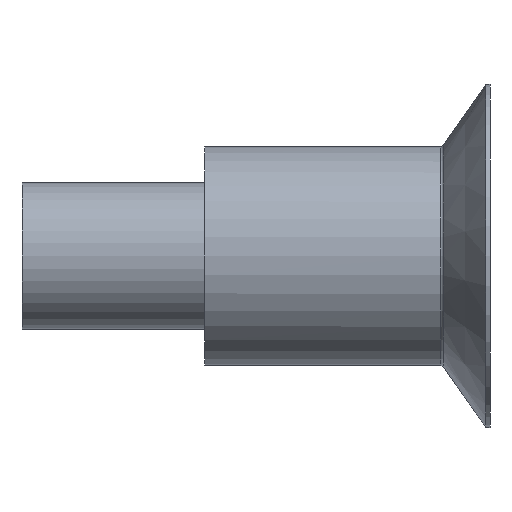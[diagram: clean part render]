
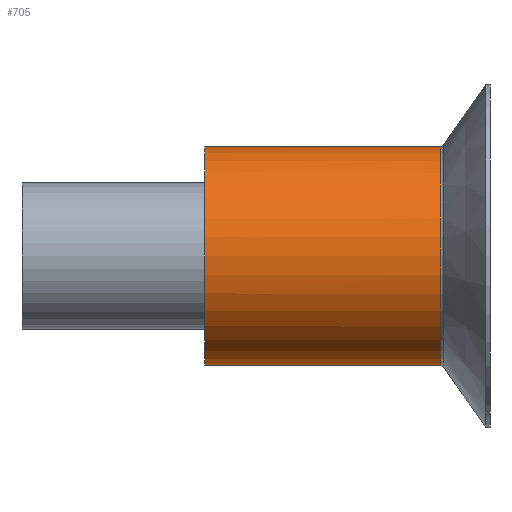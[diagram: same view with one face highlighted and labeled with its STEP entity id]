
A CAD part, front view. The second image highlights one B-rep face of the part: STEP entity #705.
In plain terms, the highlighted cylindrical face has radius 1.5 mm (diameter 3 mm), a partial arc.
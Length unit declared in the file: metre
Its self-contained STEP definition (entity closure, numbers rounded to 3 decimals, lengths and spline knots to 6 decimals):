
#77 = VERTEX_POINT ( 'NONE', #496 ) ;
#88 = VECTOR ( 'NONE', #1658, 1. ) ;
#225 = CARTESIAN_POINT ( 'NONE',  ( 0.005734, -0.000012, 0.0015 ) ) ;
#241 = CARTESIAN_POINT ( 'NONE',  ( 0.006731, 0., 0. ) ) ;
#267 = CARTESIAN_POINT ( 'NONE',  ( 0.005734, 0., 0. ) ) ;
#395 = DIRECTION ( 'NONE',  ( -1., 0., 0. ) ) ;
#408 = DIRECTION ( 'NONE',  ( -1., 0., 0. ) ) ;
#463 = ORIENTED_EDGE ( 'NONE', *, *, #1193, .T. ) ;
#472 = AXIS2_PLACEMENT_3D ( 'NONE', #267, #1122, #684 ) ;
#496 = CARTESIAN_POINT ( 'NONE',  ( 0.005734, 0., -0.0015 ) ) ;
#501 = ORIENTED_EDGE ( 'NONE', *, *, #1344, .T. ) ;
#512 = ORIENTED_EDGE ( 'NONE', *, *, #1098, .F. ) ;
#535 = CARTESIAN_POINT ( 'NONE',  ( 0.006731, 0., 0.0015 ) ) ;
#560 = AXIS2_PLACEMENT_3D ( 'NONE', #1827, #811, #1080 ) ;
#592 = CIRCLE ( 'NONE', #1420, 0.0015 ) ;
#647 = CIRCLE ( 'NONE', #560, 0.0015 ) ;
#673 = EDGE_CURVE ( 'NONE', #1207, #690, #592, .T. ) ;
#674 = CARTESIAN_POINT ( 'NONE',  ( 0.0025, 0., 0.0015 ) ) ;
#684 = DIRECTION ( 'NONE',  ( 0., 0., 1. ) ) ;
#690 = VERTEX_POINT ( 'NONE', #674 ) ;
#692 = DIRECTION ( 'NONE',  ( 0., 0., -1. ) ) ;
#705 = ADVANCED_FACE ( 'NONE', ( #1521 ), #833, .T. ) ;
#768 = EDGE_CURVE ( 'NONE', #77, #1295, #1362, .T. ) ;
#799 = CARTESIAN_POINT ( 'NONE',  ( 0.005734, 0., 0.0015 ) ) ;
#811 = DIRECTION ( 'NONE',  ( -1., 0., 0. ) ) ;
#833 = CYLINDRICAL_SURFACE ( 'NONE', #1455, 0.0015 ) ;
#841 = DIRECTION ( 'NONE',  ( 0., 0., 1. ) ) ;
#959 = LINE ( 'NONE', #535, #88 ) ;
#1080 = DIRECTION ( 'NONE',  ( 0., 0., 1. ) ) ;
#1098 = EDGE_CURVE ( 'NONE', #77, #1207, #1163, .T. ) ;
#1122 = DIRECTION ( 'NONE',  ( -1., 0., 0. ) ) ;
#1163 = LINE ( 'NONE', #1403, #1787 ) ;
#1193 = EDGE_CURVE ( 'NONE', #1600, #690, #959, .T. ) ;
#1207 = VERTEX_POINT ( 'NONE', #1667 ) ;
#1295 = VERTEX_POINT ( 'NONE', #225 ) ;
#1323 = ORIENTED_EDGE ( 'NONE', *, *, #768, .T. ) ;
#1344 = EDGE_CURVE ( 'NONE', #1295, #1600, #647, .T. ) ;
#1362 = CIRCLE ( 'NONE', #472, 0.0015 ) ;
#1391 = CARTESIAN_POINT ( 'NONE',  ( 0.0025, 0., 0. ) ) ;
#1403 = CARTESIAN_POINT ( 'NONE',  ( 0.006731, 0., -0.0015 ) ) ;
#1420 = AXIS2_PLACEMENT_3D ( 'NONE', #1391, #1665, #841 ) ;
#1442 = EDGE_LOOP ( 'NONE', ( #1323, #501, #463, #1467, #512 ) ) ;
#1455 = AXIS2_PLACEMENT_3D ( 'NONE', #241, #395, #692 ) ;
#1467 = ORIENTED_EDGE ( 'NONE', *, *, #673, .F. ) ;
#1521 = FACE_OUTER_BOUND ( 'NONE', #1442, .T. ) ;
#1600 = VERTEX_POINT ( 'NONE', #799 ) ;
#1658 = DIRECTION ( 'NONE',  ( -1., 0., 0. ) ) ;
#1665 = DIRECTION ( 'NONE',  ( -1., 0., 0. ) ) ;
#1667 = CARTESIAN_POINT ( 'NONE',  ( 0.0025, 0., -0.0015 ) ) ;
#1787 = VECTOR ( 'NONE', #408, 1. ) ;
#1827 = CARTESIAN_POINT ( 'NONE',  ( 0.005734, 0., 0. ) ) ;
